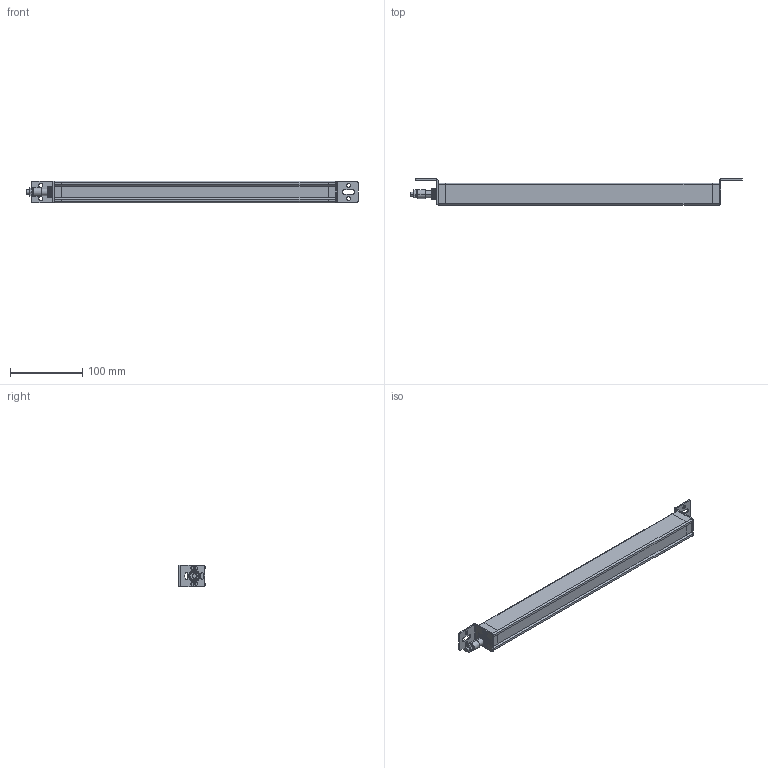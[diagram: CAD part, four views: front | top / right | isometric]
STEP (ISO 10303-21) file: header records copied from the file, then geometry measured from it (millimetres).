
FILE_DESCRIPTION (( 'STEP AP203' ), '1' );
FILE_NAME ('QC12-30-330.STEP', '2019-04-02T09:13:17', ( '微软用户' ), ( '微软中国' ), 'SwSTEP 2.0', 'SolidWorks 2016', '' );
FILE_SCHEMA (( 'CONFIG_CONTROL_DESIGN' ));
Length unit declared in the file: millimetre
Products named in the file (6): 揤裔2_1_1; QC眻褒殤_1_1; 瑤諾脣芛1; QC12-30-330; ﾍ篩ﾇ_1_1; ﾑｹｸﾇ_1_1
Assembly tree (6 placements, depth 2):
  QC12-30-330
    ﾍ篩ﾇ_1_1
    ﾑｹｸﾇ_1_1
    揤裔2_1_1
    QC眻褒殤_1_1  x2
    瑤諾脣芛1
Bounding box: 460.5 x 36.2 x 30 mm (x, y, z)
Volume: 328292.9 mm3; surface area: 69534.4 mm2
Topology: 6 solids, 6 shells, 530 faces, 1506 edges, 984 vertices
Faces by surface type: cylinder 270, bspline 138, plane 101, cone 8, sphere 7, torus 6
Entity records: 17210 total; most frequent: CARTESIAN_POINT 5199, ORIENTED_EDGE 2712, DIRECTION 1935, EDGE_CURVE 1356, VERTEX_POINT 894, AXIS2_PLACEMENT_3D 808, B_SPLINE_CURVE_WITH_KNOTS 576, EDGE_LOOP 510
